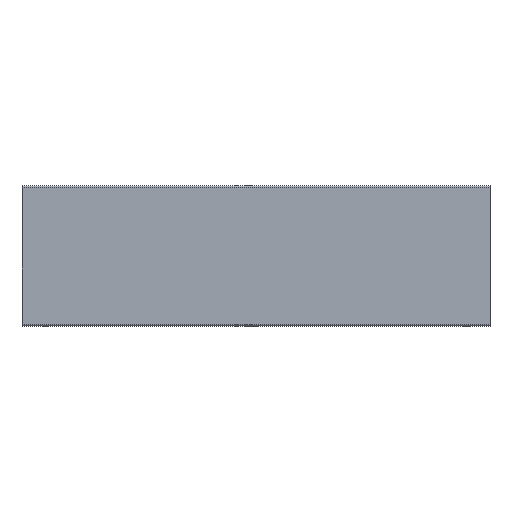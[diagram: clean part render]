
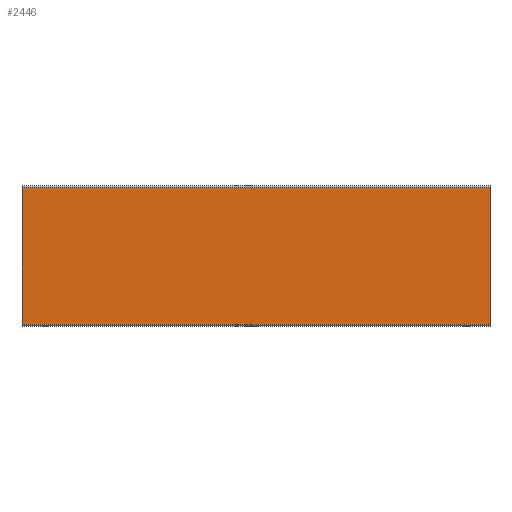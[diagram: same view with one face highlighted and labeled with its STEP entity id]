
A CAD part, top view. The second image highlights one B-rep face of the part: STEP entity #2446.
In plain terms, the highlighted planar face has unit normal (0, 0, 1).
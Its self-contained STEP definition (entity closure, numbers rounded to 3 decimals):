
#30 = CARTESIAN_POINT ( 'NONE',  ( 500., 146., 0. ) ) ;
#194 = DIRECTION ( 'NONE',  ( 0., -1., 0. ) ) ;
#291 = EDGE_LOOP ( 'NONE', ( #2615, #1904, #2406, #1768 ) ) ;
#299 = DIRECTION ( 'NONE',  ( -1., 0., 0. ) ) ;
#404 = LINE ( 'NONE', #468, #987 ) ;
#468 = CARTESIAN_POINT ( 'NONE',  ( 500., 146., 0. ) ) ;
#517 = VERTEX_POINT ( 'NONE', #1846 ) ;
#545 = CARTESIAN_POINT ( 'NONE',  ( 500., -150., 0. ) ) ;
#588 = LINE ( 'NONE', #2254, #2048 ) ;
#652 = CARTESIAN_POINT ( 'NONE',  ( -500., -146., 0. ) ) ;
#690 = DIRECTION ( 'NONE',  ( 1., 0., 0. ) ) ;
#847 = DIRECTION ( 'NONE',  ( -1., 0., 0. ) ) ;
#854 = LINE ( 'NONE', #652, #1136 ) ;
#967 = EDGE_CURVE ( 'NONE', #2605, #2584, #404, .T. ) ;
#987 = VECTOR ( 'NONE', #847, 1000. ) ;
#1136 = VECTOR ( 'NONE', #690, 1000. ) ;
#1172 = VECTOR ( 'NONE', #1363, 1000. ) ;
#1363 = DIRECTION ( 'NONE',  ( 0., 1., 0. ) ) ;
#1560 = CARTESIAN_POINT ( 'NONE',  ( 0., 0., 0. ) ) ;
#1564 = LINE ( 'NONE', #545, #1172 ) ;
#1677 = EDGE_CURVE ( 'NONE', #2584, #517, #588, .T. ) ;
#1739 = AXIS2_PLACEMENT_3D ( 'NONE', #1560, #2404, #299 ) ;
#1768 = ORIENTED_EDGE ( 'NONE', *, *, #1980, .T. ) ;
#1814 = CARTESIAN_POINT ( 'NONE',  ( -500., 146., 0. ) ) ;
#1834 = EDGE_CURVE ( 'NONE', #517, #2189, #854, .T. ) ;
#1846 = CARTESIAN_POINT ( 'NONE',  ( -500., -146., 0. ) ) ;
#1904 = ORIENTED_EDGE ( 'NONE', *, *, #1677, .T. ) ;
#1980 = EDGE_CURVE ( 'NONE', #2189, #2605, #1564, .T. ) ;
#2048 = VECTOR ( 'NONE', #194, 1000. ) ;
#2174 = FACE_OUTER_BOUND ( 'NONE', #291, .T. ) ;
#2189 = VERTEX_POINT ( 'NONE', #2513 ) ;
#2254 = CARTESIAN_POINT ( 'NONE',  ( -500., -150., 0. ) ) ;
#2404 = DIRECTION ( 'NONE',  ( 0., 0., -1. ) ) ;
#2406 = ORIENTED_EDGE ( 'NONE', *, *, #1834, .T. ) ;
#2446 = ADVANCED_FACE ( 'NONE', ( #2174 ), #2601, .F. ) ;
#2513 = CARTESIAN_POINT ( 'NONE',  ( 500., -146., 0. ) ) ;
#2584 = VERTEX_POINT ( 'NONE', #1814 ) ;
#2601 = PLANE ( 'NONE',  #1739 ) ;
#2605 = VERTEX_POINT ( 'NONE', #30 ) ;
#2615 = ORIENTED_EDGE ( 'NONE', *, *, #967, .T. ) ;
